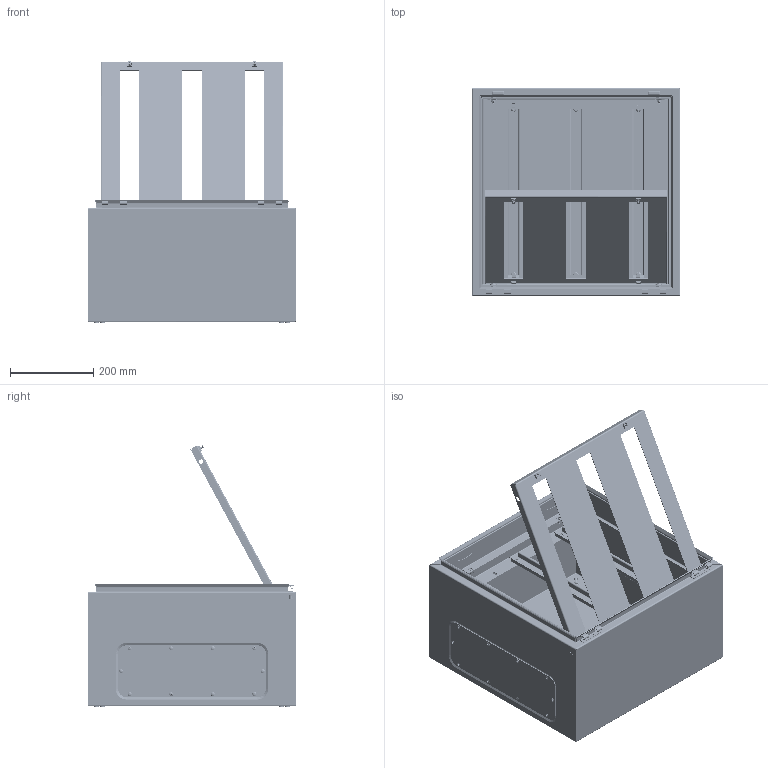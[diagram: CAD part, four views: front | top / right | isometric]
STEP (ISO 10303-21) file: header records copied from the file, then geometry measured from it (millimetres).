
FILE_DESCRIPTION (( 'STEP AP203' ), '1' );
FILE_NAME ('R5TM55.step', '2011-10-28T13:09:18', ( 'User' ), ( 'DKC' ), 'SwSTEP 2.0', 'SolidWorks 2011', '' );
FILE_SCHEMA (( 'CONFIG_CONTROL_DESIGN' ));
Products named in the file (34): Dado gabbia 11x11 M5; dado quadrato 11x11 M5_Default; gabbia M6_Default; Cerniera CE AC00C146; Øïèëüêà çàïðåññîâàííàÿ â ïåòëþ M6 x 10_ M6x16; cerniera per panelli distribuzione CE_AC00C146; Frame for sectioning sets R5TM_500x500; Traversa porta_500 ﾑﾂ02ﾑ311; Montante porta_500 ﾑﾂ02ﾑ306; Frames CE assemble 11111_500x500x300 R5CE0553; end-cap_AC00C061; land; Tapping screw 4.8x9.5 AC00C352_AC00C352; End-cup AC00C383_Default; Tapping screw 4.2x16_Tapping screw 4.2x16; Blocchetto fissaggio cerniera AC00C354_AC00C354; CERNIERA AC00C399_Default; Flange nut M6_ISO 7044-M6-S; Perno M6 AC00C145_1; Sealant AC00C355; End-cup AC00C317_Default; Flanges CE_327x97; Sealants of flange_327x97; Frames CE 11111_500x500x300; R5TM55; reduser; Sectioning sets R5TM 1 door_R5TM55; Rounded head screw with cross slot M6 x 12_ISO 7045 - M6 x 12 - Z --- 12S; Din profile CE_500; Perno AC00C148_AC00C148; screw M5x30_screw M5x30; AC00C129; Borchia quadra per pannelli distribuzione_AC00C147; Porta distribuzione_500õ500 ÑÂ02Ñ316
Assembly tree (96 placements, depth 4):
  R5TM55
    reduser  x4
    Flange nut M6_ISO 7044-M6-S  x4
    Sectioning sets R5TM 1 door_R5TM55
      Rounded head screw with cross slot M6 x 12_ISO 7045 - M6 x 12 - Z --- 12S  x6
      Flange nut M6_ISO 7044-M6-S  x8
      Borchia quadra per pannelli distribuzione_AC00C147  x2
      Perno AC00C148_AC00C148  x2
      Frame for sectioning sets R5TM_500x500
        Montante porta_500 ﾑﾂ02ﾑ306  x2
        Traversa porta_500 ﾑﾂ02ﾑ311  x2
      Cerniera CE AC00C146  x2
        Øïèëüêà çàïðåññîâàííàÿ â ïåòëþ M6 x 10_ M6x16
        cerniera per panelli distribuzione CE_AC00C146
      Dado gabbia 11x11 M5  x2
        gabbia M6_Default
        dado quadrato 11x11 M5_Default
      screw M5x30_screw M5x30  x2
      AC00C129  x2
      Din profile CE_500  x3
      Porta distribuzione_500õ500 ÑÂ02Ñ316
    Frames CE assemble 11111_500x500x300 R5CE0553
      Sealant AC00C355  x4
      Blocchetto fissaggio cerniera AC00C354_AC00C354  x2
      End-cup AC00C383_Default  x2
      Tapping screw 4.8x9.5 AC00C352_AC00C352  x12
      Tapping screw 4.2x16_Tapping screw 4.2x16  x4
      Frames CE 11111_500x500x300
      Perno M6 AC00C145_1  x4
      Flange nut M6_ISO 7044-M6-S  x4
      land  x4
      end-cap_AC00C061  x2
      Flanges CE_327x97
      End-cup AC00C317_Default  x4
      Sealants of flange_327x97
      CERNIERA AC00C399_Default  x2
Bounding box: 500.13 x 500 x 630.01 mm (x, y, z)
Volume: 2056349.1 mm3; surface area: 2758855.1 mm2
Topology: 97 solids, 97 shells, 7740 faces, 19240 edges, 11728 vertices
Faces by surface type: cone 2334, cylinder 2110, plane 1728, bspline 1368, torus 164, sphere 36
Entity records: 151041 total; most frequent: CARTESIAN_POINT 91294, ORIENTED_EDGE 11876, DIRECTION 10885, EDGE_CURVE 5938, AXIS2_PLACEMENT_3D 4074, VERTEX_POINT 3672, LINE 2737, VECTOR 2737
